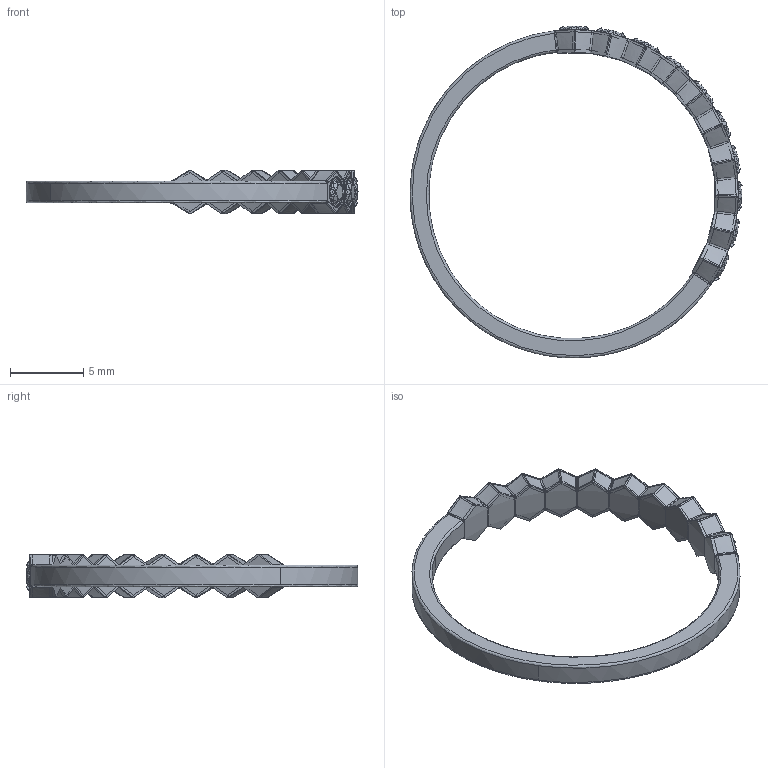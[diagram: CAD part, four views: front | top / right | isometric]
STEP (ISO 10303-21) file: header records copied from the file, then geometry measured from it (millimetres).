
FILE_DESCRIPTION(('FreeCAD Model'),'2;1');
FILE_NAME('Open CASCADE Shape Model','2025-05-04T03:42:17',('FreeCAD'),( 'FreeCAD'),'Open CASCADE STEP processor 7.6','FreeCAD','Unknown');
FILE_SCHEMA(('AUTOMOTIVE_DESIGN { 1 0 10303 214 1 1 1 1 }'));
Products named in the file (1): Open CASCADE STEP translator 7.6 1
Bounding box: 22.64 x 22.63 x 2.99 mm (x, y, z)
Volume: 240.1 mm3; surface area: 866.2 mm2
Topology: 31 solids, 31 shells, 2318 faces, 4960 edges, 2702 vertices
Faces by surface type: bspline 2318
Entity records: 105715 total; most frequent: CARTESIAN_POINT 76496, ORIENTED_EDGE 9920, EDGE_CURVE 4960, B_SPLINE_CURVE_WITH_KNOTS 3584, VERTEX_POINT 2702, FACE_BOUND 2338, EDGE_LOOP 2338, ADVANCED_FACE 2318
